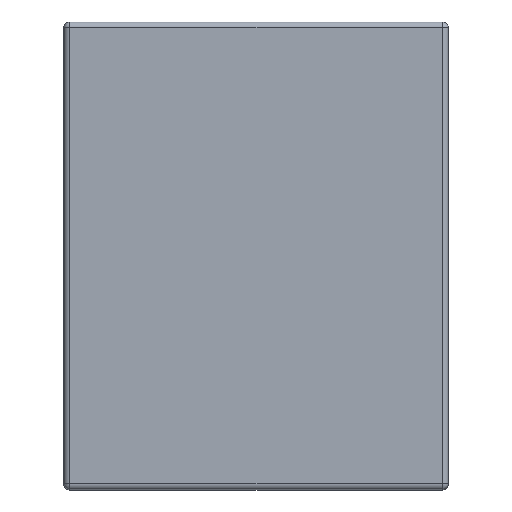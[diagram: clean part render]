
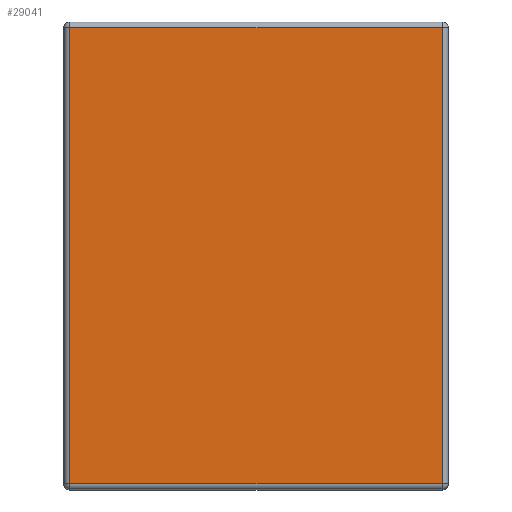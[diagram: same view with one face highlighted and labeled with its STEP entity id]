
A CAD part, top view. The second image highlights one B-rep face of the part: STEP entity #29041.
In plain terms, the highlighted planar face has unit normal (0, 0, 1).
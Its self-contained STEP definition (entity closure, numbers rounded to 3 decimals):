
#2643=PLANE('',#30928);
#4176=FACE_OUTER_BOUND('',#5836,.T.);
#5836=EDGE_LOOP('',(#27199,#27200,#27201,#27202));
#8900=LINE('',#55399,#11974);
#8901=LINE('',#55406,#11975);
#8902=LINE('',#55408,#11976);
#8903=LINE('',#55409,#11977);
#11974=VECTOR('',#37515,10.);
#11975=VECTOR('',#37524,10.);
#11976=VECTOR('',#37525,10.);
#11977=VECTOR('',#37526,10.);
#15134=VERTEX_POINT('',#55388);
#15137=VERTEX_POINT('',#55395);
#15140=VERTEX_POINT('',#55405);
#15141=VERTEX_POINT('',#55407);
#19160=EDGE_CURVE('',#15134,#15137,#8900,.T.);
#19163=EDGE_CURVE('',#15140,#15134,#8901,.T.);
#19164=EDGE_CURVE('',#15141,#15140,#8902,.T.);
#19165=EDGE_CURVE('',#15137,#15141,#8903,.T.);
#27199=ORIENTED_EDGE('',*,*,#19160,.F.);
#27200=ORIENTED_EDGE('',*,*,#19163,.F.);
#27201=ORIENTED_EDGE('',*,*,#19164,.F.);
#27202=ORIENTED_EDGE('',*,*,#19165,.F.);
#29041=ADVANCED_FACE('',(#4176),#2643,.T.);
#30928=AXIS2_PLACEMENT_3D('',#55404,#37522,#37523);
#37515=DIRECTION('',(0.,-1.,0.));
#37522=DIRECTION('center_axis',(0.,0.,1.));
#37523=DIRECTION('ref_axis',(1.,0.,0.));
#37524=DIRECTION('',(1.,0.,0.));
#37525=DIRECTION('',(0.,1.,0.));
#37526=DIRECTION('',(-1.,0.,0.));
#55388=CARTESIAN_POINT('',(42.3,52.3,9.57));
#55395=CARTESIAN_POINT('',(42.3,-2.3,9.57));
#55399=CARTESIAN_POINT('',(42.3,11.,9.57));
#55404=CARTESIAN_POINT('Origin',(20.,25.,9.57));
#55405=CARTESIAN_POINT('',(-2.3,52.3,9.57));
#55406=CARTESIAN_POINT('',(31.5,52.3,9.57));
#55407=CARTESIAN_POINT('',(-2.3,-2.3,9.57));
#55408=CARTESIAN_POINT('',(-2.3,39.,9.57));
#55409=CARTESIAN_POINT('',(8.5,-2.3,9.57));
